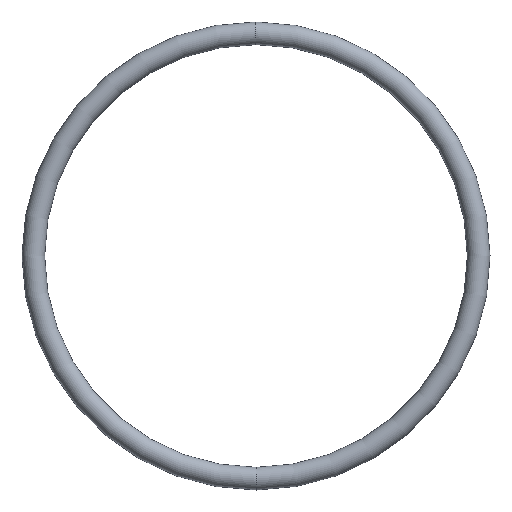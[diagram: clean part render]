
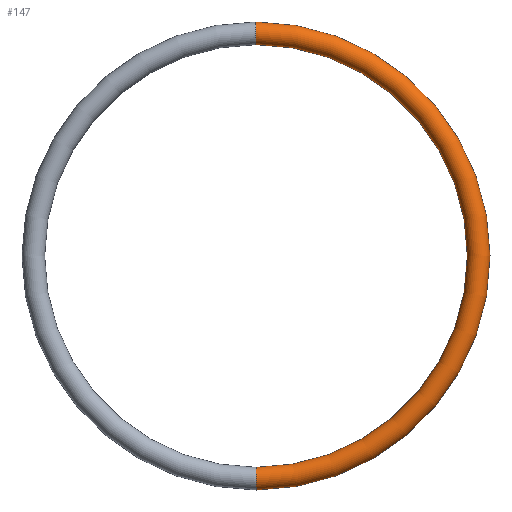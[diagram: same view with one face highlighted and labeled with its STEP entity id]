
A CAD part, left-side view. The second image highlights one B-rep face of the part: STEP entity #147.
In plain terms, the highlighted toroidal (fillet/blend) face has major radius 29.5 mm and minor radius 1.5 mm.
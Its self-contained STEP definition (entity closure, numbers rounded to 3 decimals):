
#1 = CARTESIAN_POINT ( 'NONE',  ( -25., 0., 0. ) ) ;
#8 = ORIENTED_EDGE ( 'NONE', *, *, #187, .F. ) ;
#10 = FACE_OUTER_BOUND ( 'NONE', #185, .T. ) ;
#16 = DIRECTION ( 'NONE',  ( 0., 0., -1. ) ) ;
#19 = CIRCLE ( 'NONE', #31, 1.5 ) ;
#22 = CIRCLE ( 'NONE', #72, 28. ) ;
#23 = VERTEX_POINT ( 'NONE', #131 ) ;
#26 = CARTESIAN_POINT ( 'NONE',  ( -25., 0., 28. ) ) ;
#31 = AXIS2_PLACEMENT_3D ( 'NONE', #121, #154, #167 ) ;
#44 = DIRECTION ( 'NONE',  ( 1., 0., 0. ) ) ;
#48 = DIRECTION ( 'NONE',  ( 0., 0., -1. ) ) ;
#55 = DIRECTION ( 'NONE',  ( 0., 0., -1. ) ) ;
#56 = ORIENTED_EDGE ( 'NONE', *, *, #86, .T. ) ;
#62 = AXIS2_PLACEMENT_3D ( 'NONE', #1, #106, #48 ) ;
#67 = AXIS2_PLACEMENT_3D ( 'NONE', #102, #161, #55 ) ;
#69 = VERTEX_POINT ( 'NONE', #145 ) ;
#72 = AXIS2_PLACEMENT_3D ( 'NONE', #94, #44, #16 ) ;
#74 = CARTESIAN_POINT ( 'NONE',  ( -25., 0., 0. ) ) ;
#79 = CIRCLE ( 'NONE', #67, 1.5 ) ;
#83 = EDGE_CURVE ( 'NONE', #23, #189, #142, .T. ) ;
#86 = EDGE_CURVE ( 'NONE', #69, #189, #79, .T. ) ;
#87 = ORIENTED_EDGE ( 'NONE', *, *, #182, .T. ) ;
#91 = DIRECTION ( 'NONE',  ( 0., 0., -1. ) ) ;
#94 = CARTESIAN_POINT ( 'NONE',  ( -25., 0., 0. ) ) ;
#96 = TOROIDAL_SURFACE ( 'NONE', #62, 29.5, 1.5 ) ;
#99 = DIRECTION ( 'NONE',  ( 1., 0., 0. ) ) ;
#102 = CARTESIAN_POINT ( 'NONE',  ( -25., 0., -29.5 ) ) ;
#104 = CARTESIAN_POINT ( 'NONE',  ( -25., 0., -31. ) ) ;
#106 = DIRECTION ( 'NONE',  ( 1., 0., 0. ) ) ;
#110 = VERTEX_POINT ( 'NONE', #26 ) ;
#117 = AXIS2_PLACEMENT_3D ( 'NONE', #74, #99, #91 ) ;
#121 = CARTESIAN_POINT ( 'NONE',  ( -25., 0., 29.5 ) ) ;
#131 = CARTESIAN_POINT ( 'NONE',  ( -25., 0., 31. ) ) ;
#142 = CIRCLE ( 'NONE', #117, 31. ) ;
#143 = ORIENTED_EDGE ( 'NONE', *, *, #83, .F. ) ;
#145 = CARTESIAN_POINT ( 'NONE',  ( -25., 0., -28. ) ) ;
#147 = ADVANCED_FACE ( 'NONE', ( #10 ), #96, .T. ) ;
#154 = DIRECTION ( 'NONE',  ( 0., 1., 0. ) ) ;
#161 = DIRECTION ( 'NONE',  ( 0., -1., 0. ) ) ;
#167 = DIRECTION ( 'NONE',  ( 0., 0., 1. ) ) ;
#182 = EDGE_CURVE ( 'NONE', #110, #69, #22, .T. ) ;
#185 = EDGE_LOOP ( 'NONE', ( #143, #8, #87, #56 ) ) ;
#187 = EDGE_CURVE ( 'NONE', #110, #23, #19, .T. ) ;
#189 = VERTEX_POINT ( 'NONE', #104 ) ;
